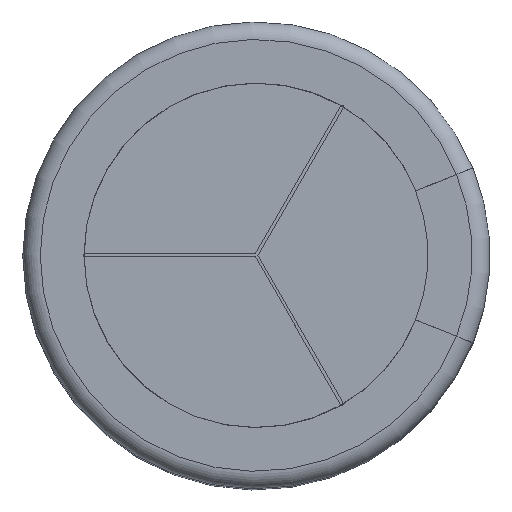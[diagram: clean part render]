
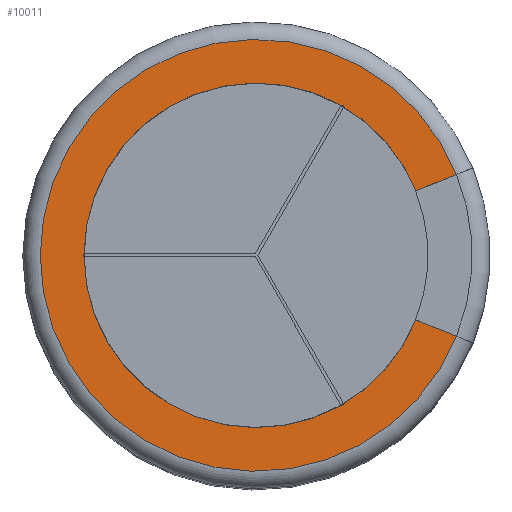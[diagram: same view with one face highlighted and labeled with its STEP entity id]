
A CAD part, top view. The second image highlights one B-rep face of the part: STEP entity #10011.
In plain terms, the highlighted planar face has unit normal (0, 0, 1).
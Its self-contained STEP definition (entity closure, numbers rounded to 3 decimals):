
#211 = AXIS2_PLACEMENT_3D ( 'NONE', #1011, #6483, #10809 ) ;
#456 = CARTESIAN_POINT ( 'NONE',  ( 5.062, -2.049, 24.9 ) ) ;
#524 = DIRECTION ( 'NONE',  ( 0., -1., 0. ) ) ;
#890 = DIRECTION ( 'NONE',  ( 1., 0., 0. ) ) ;
#1011 = CARTESIAN_POINT ( 'NONE',  ( -0.01, 0., 24.9 ) ) ;
#1646 = AXIS2_PLACEMENT_3D ( 'NONE', #9540, #8420, #890 ) ;
#1973 = VERTEX_POINT ( 'NONE', #9844 ) ;
#3740 = LINE ( 'NONE', #456, #3932 ) ;
#3883 = DIRECTION ( 'NONE',  ( 0.927, -0.375, 0. ) ) ;
#3932 = VECTOR ( 'NONE', #3883, 1000. ) ;
#4609 = EDGE_LOOP ( 'NONE', ( #13030, #13272, #9481, #7707 ) ) ;
#5281 = CARTESIAN_POINT ( 'NONE',  ( 5.062, 2.049, 24.9 ) ) ;
#5431 = CARTESIAN_POINT ( 'NONE',  ( 6.851, -2.772, 24.9 ) ) ;
#5904 = EDGE_CURVE ( 'NONE', #1973, #8827, #13616, .T. ) ;
#5937 = FACE_OUTER_BOUND ( 'NONE', #4609, .T. ) ;
#6136 = CIRCLE ( 'NONE', #211, 7.4 ) ;
#6379 = CARTESIAN_POINT ( 'NONE',  ( 5.46, 2.21, 24.9 ) ) ;
#6483 = DIRECTION ( 'NONE',  ( 0., 0., -1. ) ) ;
#6581 = VECTOR ( 'NONE', #9592, 1000. ) ;
#6920 = EDGE_CURVE ( 'NONE', #1973, #13090, #3740, .T. ) ;
#7005 = DIRECTION ( 'NONE',  ( 0., 0., 1. ) ) ;
#7492 = AXIS2_PLACEMENT_3D ( 'NONE', #8200, #7005, #524 ) ;
#7707 = ORIENTED_EDGE ( 'NONE', *, *, #10446, .F. ) ;
#8061 = PLANE ( 'NONE',  #7492 ) ;
#8200 = CARTESIAN_POINT ( 'NONE',  ( 5.89, 0., 24.9 ) ) ;
#8420 = DIRECTION ( 'NONE',  ( 0., 0., -1. ) ) ;
#8827 = VERTEX_POINT ( 'NONE', #6379 ) ;
#9481 = ORIENTED_EDGE ( 'NONE', *, *, #10388, .T. ) ;
#9540 = CARTESIAN_POINT ( 'NONE',  ( -0.01, 0., 24.9 ) ) ;
#9592 = DIRECTION ( 'NONE',  ( 0.927, 0.375, 0. ) ) ;
#9844 = CARTESIAN_POINT ( 'NONE',  ( 5.46, -2.21, 24.9 ) ) ;
#9970 = CARTESIAN_POINT ( 'NONE',  ( 6.851, 2.772, 24.9 ) ) ;
#10011 = ADVANCED_FACE ( 'NONE', ( #5937 ), #8061, .T. ) ;
#10388 = EDGE_CURVE ( 'NONE', #8827, #10969, #10663, .T. ) ;
#10446 = EDGE_CURVE ( 'NONE', #13090, #10969, #6136, .T. ) ;
#10663 = LINE ( 'NONE', #5281, #6581 ) ;
#10809 = DIRECTION ( 'NONE',  ( 1., 0., 0. ) ) ;
#10969 = VERTEX_POINT ( 'NONE', #9970 ) ;
#13030 = ORIENTED_EDGE ( 'NONE', *, *, #6920, .F. ) ;
#13090 = VERTEX_POINT ( 'NONE', #5431 ) ;
#13272 = ORIENTED_EDGE ( 'NONE', *, *, #5904, .T. ) ;
#13616 = CIRCLE ( 'NONE', #1646, 5.9 ) ;
